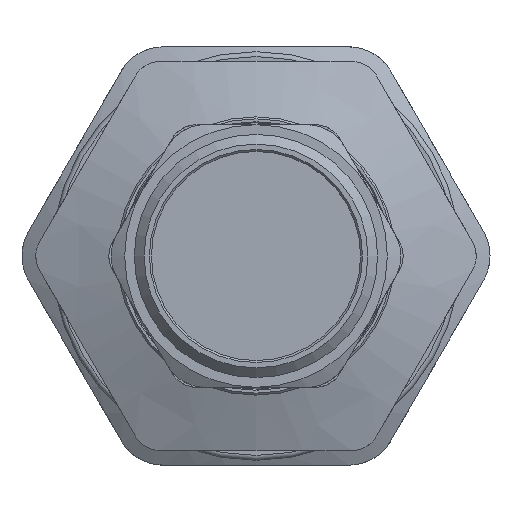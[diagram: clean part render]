
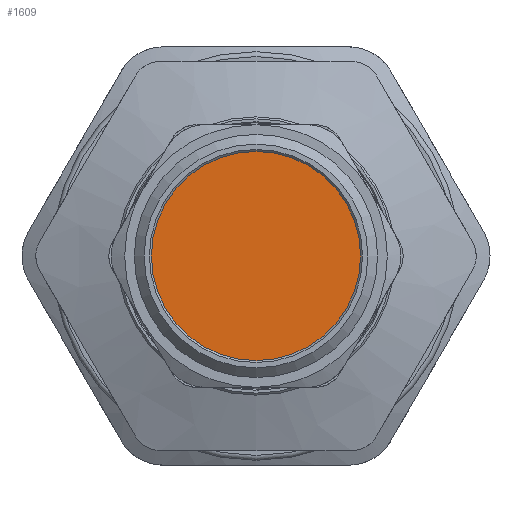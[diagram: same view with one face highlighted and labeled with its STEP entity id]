
A CAD part, front view. The second image highlights one B-rep face of the part: STEP entity #1609.
In plain terms, the highlighted planar face has unit normal (0, -1, 0).
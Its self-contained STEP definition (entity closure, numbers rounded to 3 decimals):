
#225=FACE_OUTER_BOUND('',#331,.T.);
#331=EDGE_LOOP('',(#1071));
#583=CIRCLE('',#1745,10.75);
#650=VERTEX_POINT('',#2320);
#813=EDGE_CURVE('',#650,#650,#583,.T.);
#1071=ORIENTED_EDGE('',*,*,#813,.F.);
#1575=PLANE('',#1744);
#1609=ADVANCED_FACE('',(#225),#1575,.F.);
#1744=AXIS2_PLACEMENT_3D('',#2319,#1922,#1923);
#1745=AXIS2_PLACEMENT_3D('',#2321,#1924,#1925);
#1922=DIRECTION('center_axis',(0.,1.,0.));
#1923=DIRECTION('ref_axis',(0.,0.,1.));
#1924=DIRECTION('center_axis',(0.,1.,0.));
#1925=DIRECTION('ref_axis',(1.,0.,0.));
#2319=CARTESIAN_POINT('Origin',(-3.261,-15.754,0.));
#2320=CARTESIAN_POINT('',(-14.011,-15.754,0.));
#2321=CARTESIAN_POINT('Origin',(-3.261,-15.754,0.));
